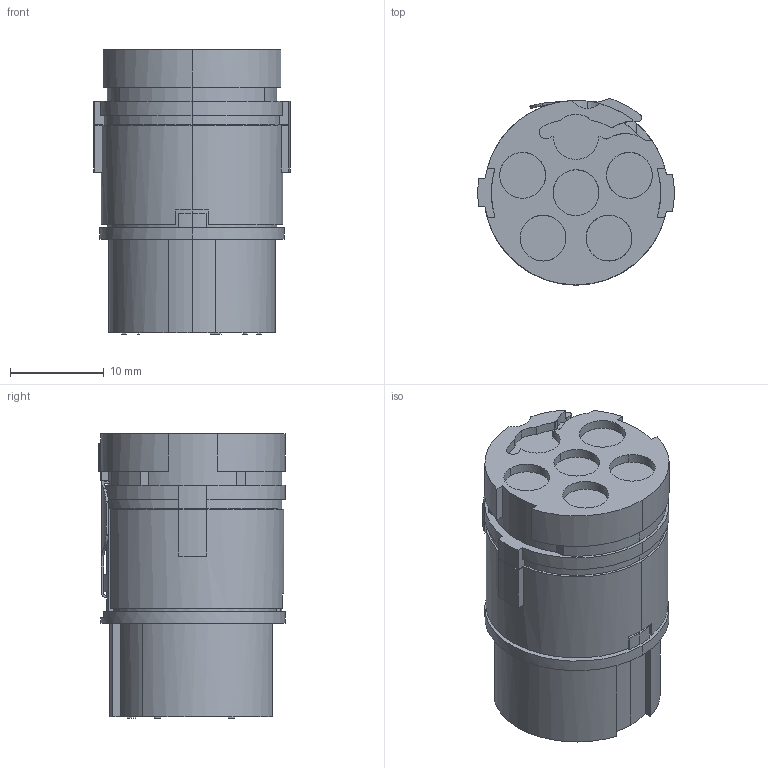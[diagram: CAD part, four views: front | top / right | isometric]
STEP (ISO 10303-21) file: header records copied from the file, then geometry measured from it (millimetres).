
FILE_DESCRIPTION(('CATIA V5 STEP Exchange','CAx-IF Rec.Pracs.--- Model Styling and Organization---1.4--- 2014-01-23'),'2;1');
FILE_NAME ('008241-1_0', '2021-01-05T12:24:04+00:00', ('none'), ('Weidmueller'), 'CATIA Version 5-6 Release 2016 SP3 HF44', 'CATIA V5 STEP AP214', 'none');
FILE_SCHEMA(('AUTOMOTIVE_DESIGN { 1 0 10303 214 1 1 1 1 }'));
Length unit declared in the file: millimetre
Products named in the file (1): 1170370000
Bounding box: 20.97 x 19.88 x 30.4 mm (x, y, z)
Volume: 8085.8 mm3; surface area: 3245.1 mm2
Topology: 1 solids, 1 shells, 322 faces, 881 edges, 583 vertices
Faces by surface type: plane 167, cylinder 127, cone 14, bspline 14
Entity records: 12041 total; most frequent: CARTESIAN_POINT 4254, ORIENTED_EDGE 1762, DIRECTION 1306, EDGE_CURVE 881, VERTEX_POINT 583, AXIS2_PLACEMENT_3D 502, VECTOR 497, LINE 497
